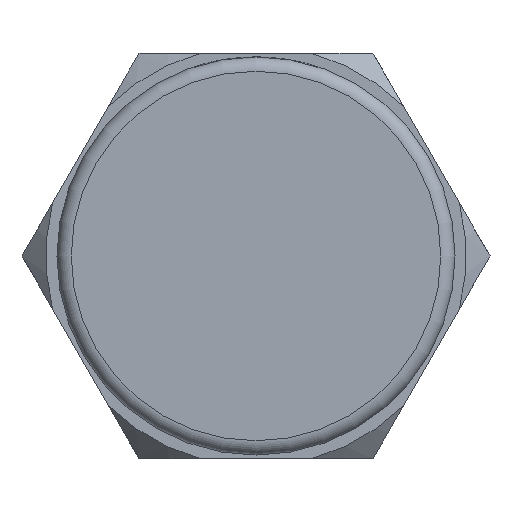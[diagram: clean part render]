
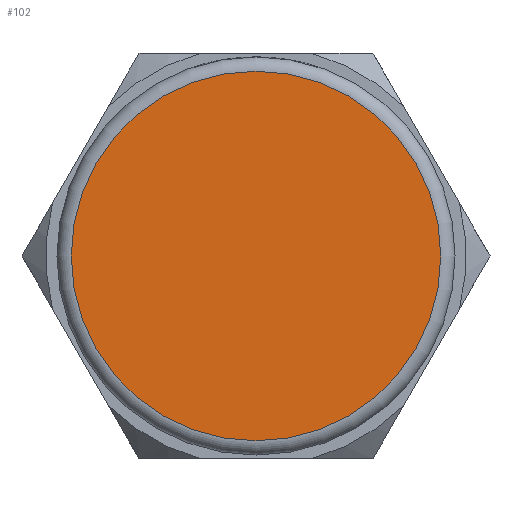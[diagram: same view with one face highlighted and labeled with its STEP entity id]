
A CAD part, front view. The second image highlights one B-rep face of the part: STEP entity #102.
In plain terms, the highlighted planar face has unit normal (0, -1, 0).
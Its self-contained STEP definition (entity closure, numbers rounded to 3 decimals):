
#102 = ADVANCED_FACE( '', ( #192 ), #193, .F. );
#192 = FACE_OUTER_BOUND( '', #313, .T. );
#193 = PLANE( '', #314 );
#313 = EDGE_LOOP( '', ( #546 ) );
#314 = AXIS2_PLACEMENT_3D( '', #547, #548, #549 );
#546 = ORIENTED_EDGE( '', *, *, #728, .F. );
#547 = CARTESIAN_POINT( '', ( 0., 0., 0. ) );
#548 = DIRECTION( '', ( 0., 1., 0. ) );
#549 = DIRECTION( '', ( 0., 0., 1. ) );
#728 = EDGE_CURVE( '', #863, #863, #864, .T. );
#863 = VERTEX_POINT( '', #1335 );
#864 = CIRCLE( '', #1336, 7.75 );
#1335 = CARTESIAN_POINT( '', ( 0., 0., 7.75 ) );
#1336 = AXIS2_PLACEMENT_3D( '', #1433, #1434, #1435 );
#1433 = CARTESIAN_POINT( '', ( 0., 0., 0. ) );
#1434 = DIRECTION( '', ( 0., 1., 0. ) );
#1435 = DIRECTION( '', ( 0., 0., 1. ) );
